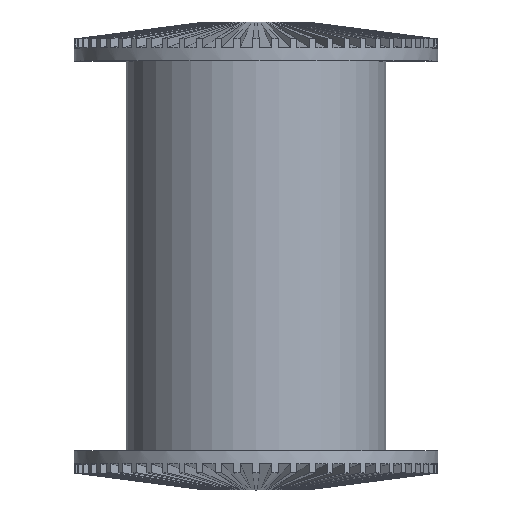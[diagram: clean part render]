
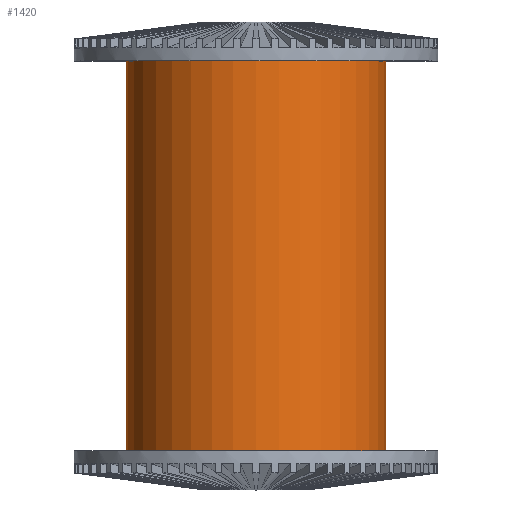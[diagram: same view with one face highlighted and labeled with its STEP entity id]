
A CAD part, top view. The second image highlights one B-rep face of the part: STEP entity #1420.
In plain terms, the highlighted cylindrical face has radius 127 mm (diameter 254 mm), a full revolution.
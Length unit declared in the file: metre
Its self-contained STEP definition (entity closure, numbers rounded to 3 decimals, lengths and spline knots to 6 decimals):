
#1420 = ADVANCED_FACE( '', ( #2872, #2873 ), #2874, .T. );
#2872 = FACE_OUTER_BOUND( '', #4351, .T. );
#2873 = FACE_OUTER_BOUND( '', #4352, .T. );
#2874 = CYLINDRICAL_SURFACE( '', #4353, 0.127 );
#4351 = EDGE_LOOP( '', ( #8451 ) );
#4352 = EDGE_LOOP( '', ( #8452 ) );
#4353 = AXIS2_PLACEMENT_3D( '', #8453, #8454, #8455 );
#8451 = ORIENTED_EDGE( '', *, *, #10470, .T. );
#8452 = ORIENTED_EDGE( '', *, *, #9208, .F. );
#8453 = CARTESIAN_POINT( '', ( 0., -0.2286, 0. ) );
#8454 = DIRECTION( '', ( 0., -1., 0. ) );
#8455 = DIRECTION( '', ( 0., 0., 1. ) );
#9208 = EDGE_CURVE( '', #11186, #11186, #11187, .T. );
#10470 = EDGE_CURVE( '', #12889, #12889, #12890, .T. );
#11186 = VERTEX_POINT( '', #13759 );
#11187 = CIRCLE( '', #13760, 0.127 );
#12889 = VERTEX_POINT( '', #16027 );
#12890 = CIRCLE( '', #16028, 0.127 );
#13759 = CARTESIAN_POINT( '', ( 0., -0.1905, -0.127 ) );
#13760 = AXIS2_PLACEMENT_3D( '', #16734, #16735, #16736 );
#16027 = CARTESIAN_POINT( '', ( 0., 0.1905, -0.127 ) );
#16028 = AXIS2_PLACEMENT_3D( '', #18223, #18224, #18225 );
#16734 = CARTESIAN_POINT( '', ( 0., -0.1905, 0. ) );
#16735 = DIRECTION( '', ( 0., -1., 0. ) );
#16736 = DIRECTION( '', ( 0., 0., -1. ) );
#18223 = CARTESIAN_POINT( '', ( 0., 0.1905, 0. ) );
#18224 = DIRECTION( '', ( 0., -1., 0. ) );
#18225 = DIRECTION( '', ( 0., 0., -1. ) );
